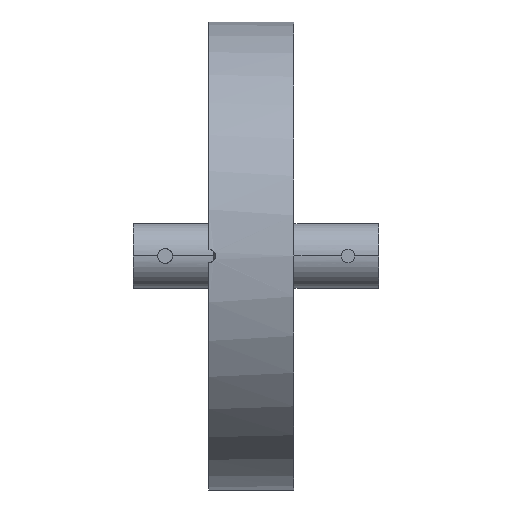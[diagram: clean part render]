
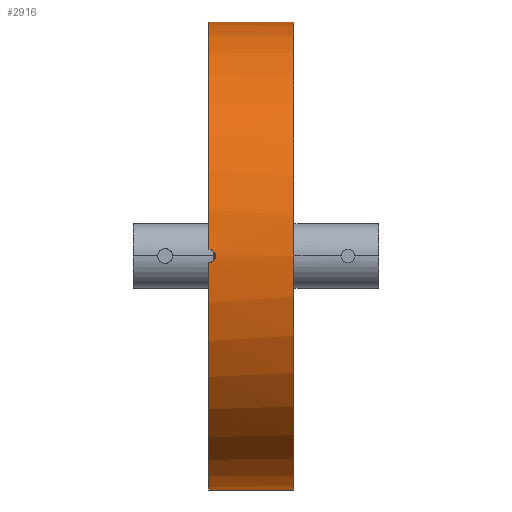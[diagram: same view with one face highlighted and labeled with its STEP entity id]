
A CAD part, left-side view. The second image highlights one B-rep face of the part: STEP entity #2916.
In plain terms, the highlighted cylindrical face has radius 34.95 mm (diameter 69.9 mm), a partial arc.
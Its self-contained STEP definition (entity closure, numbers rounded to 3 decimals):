
#45 = VERTEX_POINT ( 'NONE', #2140 ) ;
#113 = FACE_OUTER_BOUND ( 'NONE', #1222, .T. ) ;
#219 = LINE ( 'NONE', #1834, #3403 ) ;
#338 = CARTESIAN_POINT ( 'NONE',  ( -34.939, -0.504, 0.874 ) ) ;
#545 = CARTESIAN_POINT ( 'NONE',  ( -34.95, -1., 0.131 ) ) ;
#559 = VERTEX_POINT ( 'NONE', #2166 ) ;
#563 = DIRECTION ( 'NONE',  ( 0., 0., 1. ) ) ;
#581 = CARTESIAN_POINT ( 'NONE',  ( -34.947, -0.874, 0.503 ) ) ;
#583 = CIRCLE ( 'NONE', #2370, 34.95 ) ;
#587 = VERTEX_POINT ( 'NONE', #733 ) ;
#690 = EDGE_CURVE ( 'NONE', #3198, #2982, #2980, .T. ) ;
#711 = DIRECTION ( 'NONE',  ( 0., 1., 0. ) ) ;
#733 = CARTESIAN_POINT ( 'NONE',  ( 0., 0., 34.95 ) ) ;
#768 = EDGE_CURVE ( 'NONE', #45, #559, #2410, .T. ) ;
#827 = CARTESIAN_POINT ( 'NONE',  ( -34.936, -0.132, 1. ) ) ;
#832 = CARTESIAN_POINT ( 'NONE',  ( 0., 0., -34.95 ) ) ;
#834 = ORIENTED_EDGE ( 'NONE', *, *, #3362, .F. ) ;
#869 = ORIENTED_EDGE ( 'NONE', *, *, #690, .T. ) ;
#969 = CARTESIAN_POINT ( 'NONE',  ( 0., -12.7, 0. ) ) ;
#978 = AXIS2_PLACEMENT_3D ( 'NONE', #1206, #1746, #3347 ) ;
#1108 = CARTESIAN_POINT ( 'NONE',  ( -34.95, -1., -0.13 ) ) ;
#1123 = CARTESIAN_POINT ( 'NONE',  ( -34.945, -0.799, 0.615 ) ) ;
#1206 = CARTESIAN_POINT ( 'NONE',  ( 0., -12.7, 0. ) ) ;
#1222 = EDGE_LOOP ( 'NONE', ( #3282, #2072, #1727, #834, #869, #3521 ) ) ;
#1290 = DIRECTION ( 'NONE',  ( 0., 1., 0. ) ) ;
#1310 = CARTESIAN_POINT ( 'NONE',  ( 0., -12.7, 34.95 ) ) ;
#1342 = LINE ( 'NONE', #1310, #1750 ) ;
#1381 = CARTESIAN_POINT ( 'NONE',  ( -34.936, 0., 1. ) ) ;
#1397 = DIRECTION ( 'NONE',  ( 0., 1., 0. ) ) ;
#1400 = CARTESIAN_POINT ( 'NONE',  ( -34.936, 0., 1. ) ) ;
#1488 = EDGE_CURVE ( 'NONE', #559, #587, #1342, .T. ) ;
#1586 = AXIS2_PLACEMENT_3D ( 'NONE', #3473, #711, #3218 ) ;
#1713 = CARTESIAN_POINT ( 'NONE',  ( -34.947, -0.874, -0.503 ) ) ;
#1727 = ORIENTED_EDGE ( 'NONE', *, *, #1488, .T. ) ;
#1746 = DIRECTION ( 'NONE',  ( 0., 1., 0. ) ) ;
#1750 = VECTOR ( 'NONE', #1290, 1000. ) ;
#1834 = CARTESIAN_POINT ( 'NONE',  ( 0., -12.7, -34.95 ) ) ;
#1907 = CARTESIAN_POINT ( 'NONE',  ( -34.936, -0.262, 0.974 ) ) ;
#1926 = CARTESIAN_POINT ( 'NONE',  ( 0., 0., 0. ) ) ;
#1980 = CARTESIAN_POINT ( 'NONE',  ( -34.949, -0.974, 0.263 ) ) ;
#2018 = EDGE_CURVE ( 'NONE', #45, #2405, #219, .T. ) ;
#2072 = ORIENTED_EDGE ( 'NONE', *, *, #768, .T. ) ;
#2122 = DIRECTION ( 'NONE',  ( 0., 1., 0. ) ) ;
#2140 = CARTESIAN_POINT ( 'NONE',  ( 0., -12.7, -34.95 ) ) ;
#2166 = CARTESIAN_POINT ( 'NONE',  ( 0., -12.7, 34.95 ) ) ;
#2200 = CARTESIAN_POINT ( 'NONE',  ( -34.936, -0.264, -1. ) ) ;
#2224 = CARTESIAN_POINT ( 'NONE',  ( -34.936, 0., -1. ) ) ;
#2253 = CARTESIAN_POINT ( 'NONE',  ( -34.949, -0.974, -0.261 ) ) ;
#2308 = CYLINDRICAL_SURFACE ( 'NONE', #978, 34.95 ) ;
#2370 = AXIS2_PLACEMENT_3D ( 'NONE', #1926, #1397, #563 ) ;
#2405 = VERTEX_POINT ( 'NONE', #832 ) ;
#2410 = CIRCLE ( 'NONE', #2687, 34.95 ) ;
#2465 = CARTESIAN_POINT ( 'NONE',  ( -34.941, -0.615, 0.799 ) ) ;
#2618 = CIRCLE ( 'NONE', #1586, 34.95 ) ;
#2687 = AXIS2_PLACEMENT_3D ( 'NONE', #969, #3134, #3350 ) ;
#2752 = CARTESIAN_POINT ( 'NONE',  ( -34.945, -0.801, -0.613 ) ) ;
#2787 = CARTESIAN_POINT ( 'NONE',  ( -34.939, -0.521, -0.893 ) ) ;
#2840 = CARTESIAN_POINT ( 'NONE',  ( -34.936, 0., -1. ) ) ;
#2868 = EDGE_CURVE ( 'NONE', #2405, #2982, #583, .T. ) ;
#2916 = ADVANCED_FACE ( 'NONE', ( #113 ), #2308, .T. ) ;
#2980 = B_SPLINE_CURVE_WITH_KNOTS ( 'NONE', 3,
 ( #1400, #827, #1907, #338, #2465, #1123, #581, #1980, #545, #1108, #2253, #1713, #2752, #2787, #2200, #2224 ),
 .UNSPECIFIED., .F., .F.,
 ( 4, 2, 2, 2, 2, 2, 2, 4 ),
 ( 0., 0., 0.001, 0.001, 0.002, 0.002, 0.002, 0.003 ),
 .UNSPECIFIED. ) ;
#2982 = VERTEX_POINT ( 'NONE', #2840 ) ;
#3134 = DIRECTION ( 'NONE',  ( 0., 1., 0. ) ) ;
#3198 = VERTEX_POINT ( 'NONE', #1381 ) ;
#3218 = DIRECTION ( 'NONE',  ( 0., 0., 1. ) ) ;
#3282 = ORIENTED_EDGE ( 'NONE', *, *, #2018, .F. ) ;
#3347 = DIRECTION ( 'NONE',  ( 0., 0., 1. ) ) ;
#3350 = DIRECTION ( 'NONE',  ( 0., 0., 1. ) ) ;
#3362 = EDGE_CURVE ( 'NONE', #3198, #587, #2618, .T. ) ;
#3403 = VECTOR ( 'NONE', #2122, 1000. ) ;
#3473 = CARTESIAN_POINT ( 'NONE',  ( 0., 0., 0. ) ) ;
#3521 = ORIENTED_EDGE ( 'NONE', *, *, #2868, .F. ) ;
